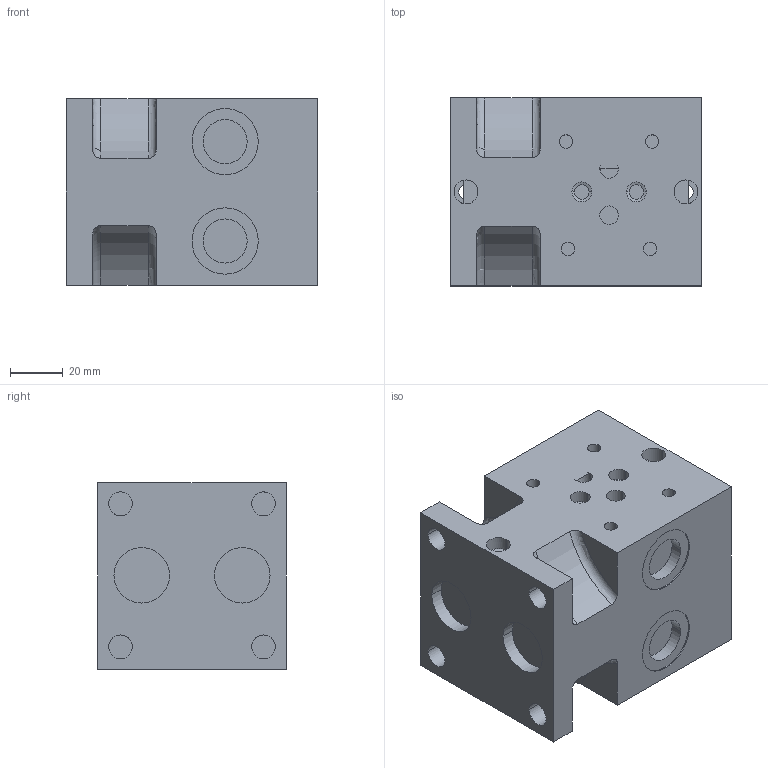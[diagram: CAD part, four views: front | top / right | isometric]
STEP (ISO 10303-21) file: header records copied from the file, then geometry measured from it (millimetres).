
FILE_DESCRIPTION( ( 'STEP AP214' ), '1' );
FILE_NAME( 'tmp0.step', '2011-09-22T08:09:44', ( ' ' ), ( ' ' ), 'XStep 1.0', ' ', ' ' );
FILE_SCHEMA( ( 'automotive_design' ) );
Length unit declared in the file: millimetre
Products named in the file (1): 1
Bounding box: 95 x 71 x 70.5 mm (x, y, z)
Volume: 427507 mm3; surface area: 44457.1 mm2
Topology: 1 solids, 1 shells, 141 faces, 354 edges, 235 vertices
Faces by surface type: cylinder 66, plane 61, torus 8, cone 6
Entity records: 8665 total; most frequent: CARTESIAN_POINT 1017, DIRECTION 793, STYLED_ITEM 731, PRESENTATION_STYLE_ASSIGNMENT 731, COLOUR_RGB 731, ORIENTED_EDGE 708, EDGE_CURVE 354, CURVE_STYLE 354
